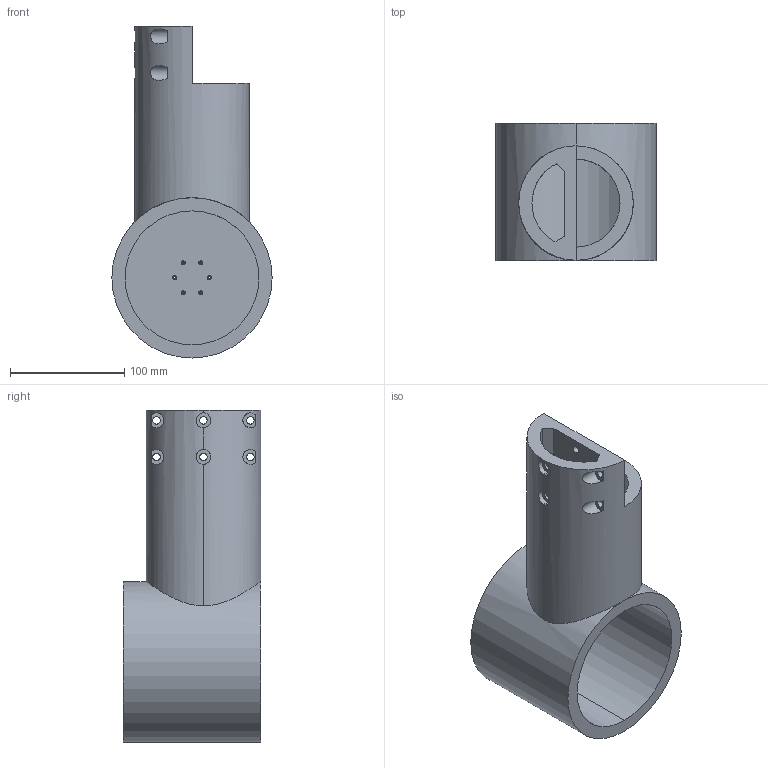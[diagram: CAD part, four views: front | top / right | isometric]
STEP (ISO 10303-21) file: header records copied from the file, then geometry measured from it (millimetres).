
FILE_DESCRIPTION (( 'STEP AP214' ), '1' );
FILE_NAME ('link2.STEP', '2025-11-13T17:26:46', ( '' ), ( '' ), 'SwSTEP 2.0', 'SolidWorks 2025', '' );
FILE_SCHEMA (( 'AUTOMOTIVE_DESIGN' ));
Length unit declared in the file: millimetre
Products named in the file (1): link2
Bounding box: 140 x 120 x 290 mm (x, y, z)
Volume: 1018659.2 mm3; surface area: 204242.4 mm2
Topology: 1 solids, 1 shells, 86 faces, 217 edges, 141 vertices
Faces by surface type: cylinder 58, plane 24, torus 4
Entity records: 3522 total; most frequent: CARTESIAN_POINT 1295, DIRECTION 485, ORIENTED_EDGE 434, EDGE_CURVE 217, AXIS2_PLACEMENT_3D 203, VERTEX_POINT 141, EDGE_LOOP 126, CIRCLE 116
